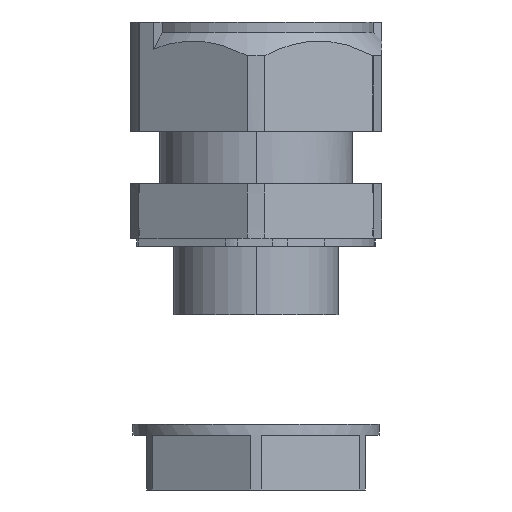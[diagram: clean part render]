
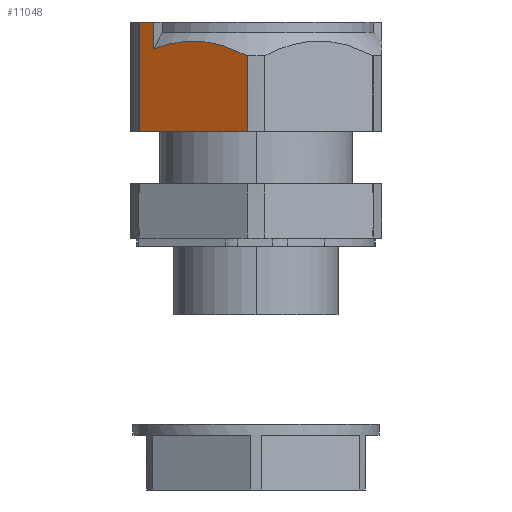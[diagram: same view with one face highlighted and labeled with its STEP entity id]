
A CAD part, left-side view. The second image highlights one B-rep face of the part: STEP entity #11048.
In plain terms, the highlighted face is planar.
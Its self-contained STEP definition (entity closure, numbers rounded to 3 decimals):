
#54 = ORIENTED_EDGE ( 'NONE', *, *, #25427, .F. ) ;
#64 = LINE ( 'NONE', #18248, #11574 ) ;
#193 = VERTEX_POINT ( 'NONE', #20941 ) ;
#479 = EDGE_LOOP ( 'NONE', ( #17383, #3255, #16012, #54, #8124, #2375 ) ) ;
#1683 = DIRECTION ( 'NONE',  ( 0., 0., -1. ) ) ;
#1890 = EDGE_CURVE ( 'NONE', #18146, #193, #18346, .T. ) ;
#2375 = ORIENTED_EDGE ( 'NONE', *, *, #19479, .T. ) ;
#3007 = DIRECTION ( 'NONE',  ( -0.5, 0.866, 0. ) ) ;
#3255 = ORIENTED_EDGE ( 'NONE', *, *, #1890, .T. ) ;
#4308 = CARTESIAN_POINT ( 'NONE',  ( 18.234, 14.318, 16.354 ) ) ;
#4391 = CARTESIAN_POINT ( 'NONE',  ( 14.967, 19.976, 14.529 ) ) ;
#4477 = CARTESIAN_POINT ( 'NONE',  ( 14.573, 20.659, 14.207 ) ) ;
#4715 = EDGE_CURVE ( 'NONE', #15492, #7826, #22581, .T. ) ;
#5190 = CARTESIAN_POINT ( 'NONE',  ( 14.183, 21.334, 13.861 ) ) ;
#5440 = CARTESIAN_POINT ( 'NONE',  ( 25.567, 1.616, 20. ) ) ;
#5478 = LINE ( 'NONE', #24247, #26381 ) ;
#5585 = EDGE_CURVE ( 'NONE', #193, #15737, #9440, .T. ) ;
#6481 = CARTESIAN_POINT ( 'NONE',  ( 22.445, 7.025, 15.969 ) ) ;
#6567 = CARTESIAN_POINT ( 'NONE',  ( 21.199, 9.182, 16.387 ) ) ;
#6647 = CARTESIAN_POINT ( 'NONE',  ( 23.265, 5.603, 15.557 ) ) ;
#6858 = PLANE ( 'NONE',  #10279 ) ;
#7826 = VERTEX_POINT ( 'NONE', #21984 ) ;
#8124 = ORIENTED_EDGE ( 'NONE', *, *, #4715, .T. ) ;
#8163 = CARTESIAN_POINT ( 'NONE',  ( 24.075, 4.2, 13.824 ) ) ;
#8389 = CARTESIAN_POINT ( 'NONE',  ( 23.674, 4.895, 15.31 ) ) ;
#9202 = DIRECTION ( 'NONE',  ( 0.5, -0.866, 0. ) ) ;
#9440 = LINE ( 'NONE', #8163, #20507 ) ;
#10279 = AXIS2_PLACEMENT_3D ( 'NONE', #11015, #15427, #9202 ) ;
#10776 = CARTESIAN_POINT ( 'NONE',  ( 24.075, 4.2, 20. ) ) ;
#11015 = CARTESIAN_POINT ( 'NONE',  ( 15.635, 18.819, 20. ) ) ;
#11048 = ADVANCED_FACE ( 'NONE', ( #23285 ), #6858, .F. ) ;
#11475 = VECTOR ( 'NONE', #17899, 1000. ) ;
#11574 = VECTOR ( 'NONE', #15915, 1000. ) ;
#11674 = CARTESIAN_POINT ( 'NONE',  ( 14.183, 21.334, 0. ) ) ;
#12778 = CARTESIAN_POINT ( 'NONE',  ( 17.402, 15.758, 16.053 ) ) ;
#15427 = DIRECTION ( 'NONE',  ( -0.866, -0.5, 0. ) ) ;
#15492 = VERTEX_POINT ( 'NONE', #25646 ) ;
#15585 = EDGE_CURVE ( 'NONE', #18146, #16868, #5478, .T. ) ;
#15737 = VERTEX_POINT ( 'NONE', #10776 ) ;
#15915 = DIRECTION ( 'NONE',  ( -0.5, 0.866, 0. ) ) ;
#16012 = ORIENTED_EDGE ( 'NONE', *, *, #5585, .T. ) ;
#16784 = CARTESIAN_POINT ( 'NONE',  ( 16.174, 17.885, 15.377 ) ) ;
#16868 = VERTEX_POINT ( 'NONE', #11674 ) ;
#16986 = LINE ( 'NONE', #21692, #22529 ) ;
#17383 = ORIENTED_EDGE ( 'NONE', *, *, #15585, .F. ) ;
#17899 = DIRECTION ( 'NONE',  ( 0., 0., -1. ) ) ;
#18146 = VERTEX_POINT ( 'NONE', #5190 ) ;
#18248 = CARTESIAN_POINT ( 'NONE',  ( 19.875, 11.475, 20. ) ) ;
#18346 = B_SPLINE_CURVE_WITH_KNOTS ( 'NONE', 3,
 ( #18756, #4477, #4391, #19109, #16784, #12778, #4308, #23327, #20929, #21210, #6567, #20838, #6481, #6647, #8389, #21024 ),
 .UNSPECIFIED., .F., .F.,
 ( 4, 2, 2, 2, 2, 2, 2, 4 ),
 ( 0., 0.003, 0.005, 0.01, 0.013, 0.015, 0.018, 0.02 ),
 .UNSPECIFIED. ) ;
#18756 = CARTESIAN_POINT ( 'NONE',  ( 14.183, 21.334, 13.861 ) ) ;
#19109 = CARTESIAN_POINT ( 'NONE',  ( 15.768, 18.59, 15.113 ) ) ;
#19144 = DIRECTION ( 'NONE',  ( 0., 0., 1. ) ) ;
#19479 = EDGE_CURVE ( 'NONE', #7826, #16868, #16986, .T. ) ;
#20507 = VECTOR ( 'NONE', #19144, 1000. ) ;
#20838 = CARTESIAN_POINT ( 'NONE',  ( 22.032, 7.74, 16.137 ) ) ;
#20929 = CARTESIAN_POINT ( 'NONE',  ( 19.934, 11.374, 16.541 ) ) ;
#20941 = CARTESIAN_POINT ( 'NONE',  ( 24.075, 4.2, 15.035 ) ) ;
#21024 = CARTESIAN_POINT ( 'NONE',  ( 24.075, 4.2, 15.035 ) ) ;
#21210 = CARTESIAN_POINT ( 'NONE',  ( 20.78, 9.909, 16.469 ) ) ;
#21692 = CARTESIAN_POINT ( 'NONE',  ( 15.635, 18.819, 0. ) ) ;
#21984 = CARTESIAN_POINT ( 'NONE',  ( 25.567, 1.616, 0. ) ) ;
#22529 = VECTOR ( 'NONE', #3007, 1000. ) ;
#22581 = LINE ( 'NONE', #5440, #11475 ) ;
#23285 = FACE_OUTER_BOUND ( 'NONE', #479, .T. ) ;
#23327 = CARTESIAN_POINT ( 'NONE',  ( 19.505, 12.116, 16.529 ) ) ;
#24247 = CARTESIAN_POINT ( 'NONE',  ( 14.183, 21.334, 20. ) ) ;
#25427 = EDGE_CURVE ( 'NONE', #15492, #15737, #64, .T. ) ;
#25646 = CARTESIAN_POINT ( 'NONE',  ( 25.567, 1.616, 20. ) ) ;
#26381 = VECTOR ( 'NONE', #1683, 1000. ) ;
